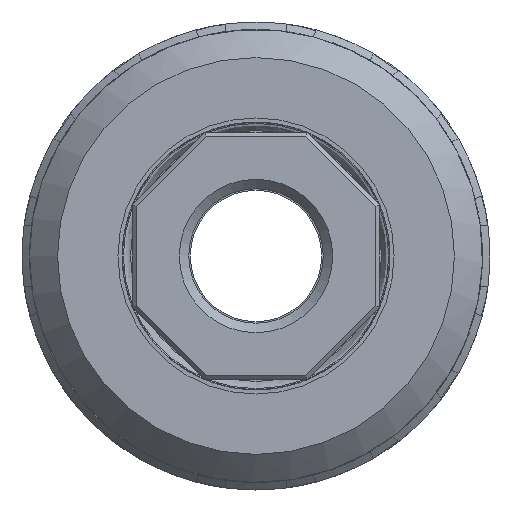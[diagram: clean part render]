
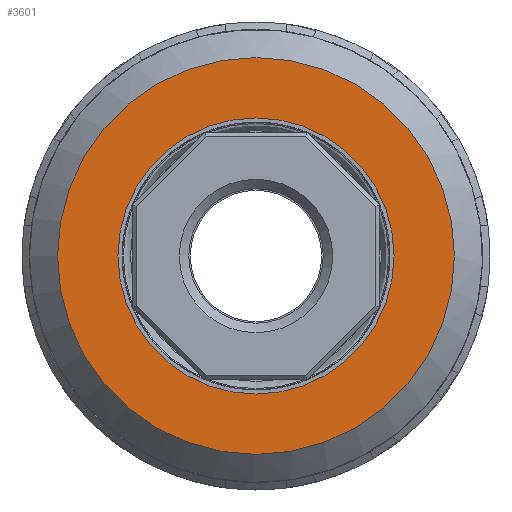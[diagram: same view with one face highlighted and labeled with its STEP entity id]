
A CAD part, front view. The second image highlights one B-rep face of the part: STEP entity #3601.
In plain terms, the highlighted free-form (B-spline) face has degree [1, 1] with [2, 2] control points.
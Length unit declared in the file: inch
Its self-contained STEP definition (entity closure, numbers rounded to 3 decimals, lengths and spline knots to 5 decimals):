
#3570=CARTESIAN_POINT('',(17.396,49.95807,12.8205));
#3571=VERTEX_POINT('',#3570);
#3572=CARTESIAN_POINT('',(18.456,49.95807,12.8205));
#3573=DIRECTION('',(0.0,0.0,-1.0));
#3574=DIRECTION('',(-1.0,0.0,0.0));
#3575=AXIS2_PLACEMENT_3D('',#3572,#3573,#3574);
#3576=CIRCLE('',#3575,1.06);
#3577=EDGE_CURVE('',#3571,#3571,#3576,.T.);
#3582=CARTESIAN_POINT('',(19.516,48.89807,12.8205));
#3583=CARTESIAN_POINT('',(19.516,51.01807,12.8205));
#3584=CARTESIAN_POINT('',(17.396,48.89807,12.8205));
#3585=CARTESIAN_POINT('',(17.396,51.01807,12.8205));
#3586=B_SPLINE_SURFACE_WITH_KNOTS('',1,1,((#3582,#3584),(#3583,#3585)),.UNSPECIFIED.,.F.,.F.,.U.,(2,2),(2,2),(0.0,2.12),(0.0,2.12),.UNSPECIFIED.);
#3587=ORIENTED_EDGE('',*,*,#3577,.F.);
#3588=EDGE_LOOP('',(#3587));
#3589=FACE_OUTER_BOUND('',#3588,.T.);
#3590=CARTESIAN_POINT('',(17.7185,49.95807,12.8205));
#3591=VERTEX_POINT('',#3590);
#3592=CARTESIAN_POINT('',(18.456,49.95807,12.8205));
#3593=DIRECTION('',(0.0,0.0,-1.0));
#3594=DIRECTION('',(-1.0,0.0,0.0));
#3595=AXIS2_PLACEMENT_3D('',#3592,#3593,#3594);
#3596=CIRCLE('',#3595,0.7375);
#3597=EDGE_CURVE('',#3591,#3591,#3596,.T.);
#3598=ORIENTED_EDGE('',*,*,#3597,.T.);
#3599=EDGE_LOOP('',(#3598));
#3600=FACE_BOUND('',#3599,.T.);
#3601=ADVANCED_FACE('',(#3589,#3600),#3586,.T.);
